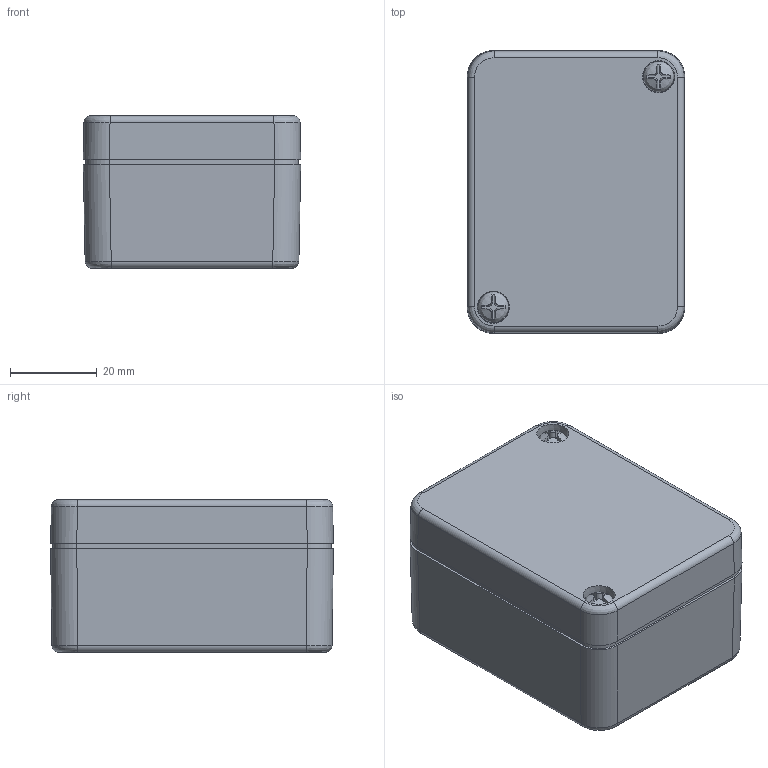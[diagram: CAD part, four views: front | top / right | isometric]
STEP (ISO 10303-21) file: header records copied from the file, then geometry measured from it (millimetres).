
FILE_DESCRIPTION(/* description */ (''),/* implementation_level */ '2;1');
FILE_NAME(/* name */ '03206000.H_KST 206.stp',/* time_stamp */ '2022-01-04T09:28:47+01:00',/* author */ ('Kleemann'),/* organization */ (''),/* preprocessor_version */ 'ST-DEVELOPER v17.2',/* originating_system */ 'Autodesk Inventor 2019',/* authorisation */ '');
FILE_SCHEMA (('AUTOMOTIVE_DESIGN { 1 0 10303 214 3 1 1 }'));
Length unit declared in the file: millimetre
Products named in the file (4): 03206000.H_KST 206; 1009647_3D; 1009645_3D; SHR Z M4x18x7 ÄHNL_DIN EN ISO 7045 OG_3Dsym
Assembly tree (4 placements, depth 2):
  03206000.H_KST 206
    1009647_3D
    1009645_3D
    SHR Z M4x18x7 ÄHNL_DIN EN ISO 7045 OG_3Dsym  x2
Bounding box: 50 x 65 x 35 mm (x, y, z)
Volume: 37421.6 mm3; surface area: 30896.1 mm2
Topology: 4 solids, 4 shells, 368 faces, 924 edges, 578 vertices
Faces by surface type: plane 136, cone 98, torus 64, cylinder 52, bspline 14, sphere 4
Full cylindrical faces by diameter (mm): 2.87 x2, 3.55 x2, 4 x2, 7 x2
Entity records: 11291 total; most frequent: CARTESIAN_POINT 2893, DIRECTION 1853, ORIENTED_EDGE 1692, EDGE_CURVE 846, AXIS2_PLACEMENT_3D 745, VERTEX_POINT 527, CIRCLE 369, EDGE_LOOP 367
